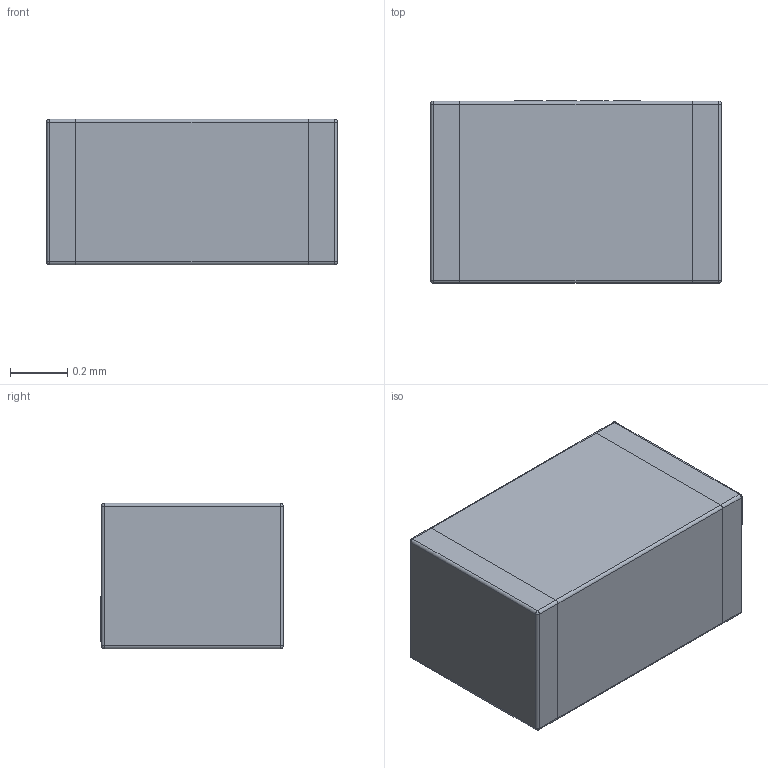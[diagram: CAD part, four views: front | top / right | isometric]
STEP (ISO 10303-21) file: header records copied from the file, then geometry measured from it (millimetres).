
FILE_DESCRIPTION(/* description */ (''),/* implementation_level */ '2;1');
FILE_NAME(/* name */ '0402_CAP.stp',/* time_stamp */ '2016-11-04T09:01:54+08:00',/* author */ ('Antech-Enviro5'),/* organization */ (''),/* preprocessor_version */ 'ST-DEVELOPER v16.1',/* originating_system */ 'Autodesk Inventor 2016',/* authorisation */ '');
FILE_SCHEMA (('AUTOMOTIVE_DESIGN { 1 0 10303 214 3 1 1 }'));
Length unit declared in the file: inch
Products named in the file (3): Capsule; Encapsulation; Assembly1
Assembly tree (3 placements, depth 2):
  Assembly1
    Capsule
    Encapsulation  x2
Bounding box: 1.02 x 0.64 x 0.51 mm (x, y, z)
Volume: 0.3 mm3; surface area: 4.2 mm2
Topology: 3 solids, 3 shells, 108 faces, 261 edges, 166 vertices
Faces by surface type: plane 45, bspline 35, cylinder 20, sphere 8
Entity records: 3049 total; most frequent: CARTESIAN_POINT 1031, ORIENTED_EDGE 450, DIRECTION 301, EDGE_CURVE 225, VERTEX_POINT 146, LINE 131, VECTOR 131, EDGE_LOOP 97
